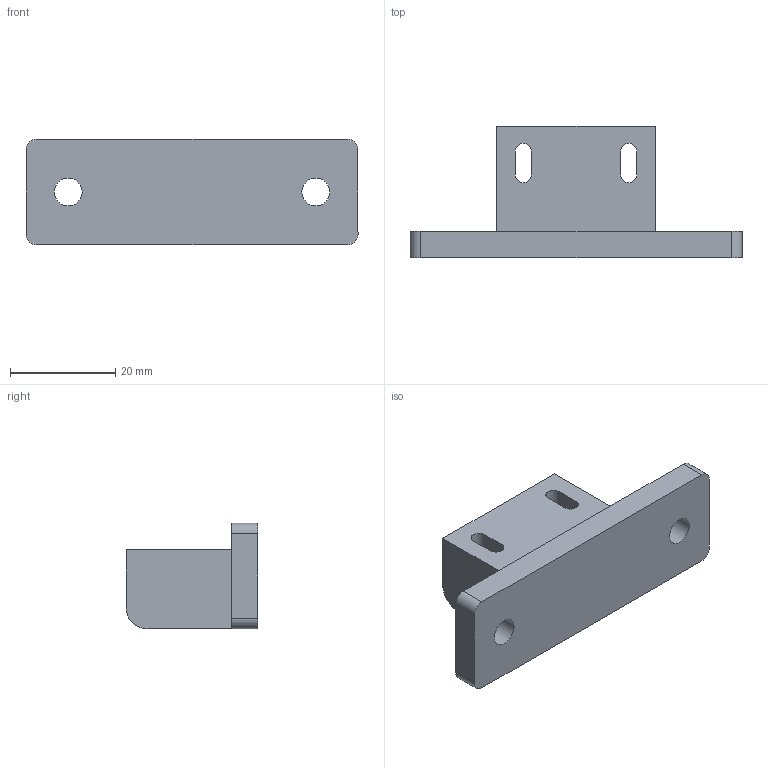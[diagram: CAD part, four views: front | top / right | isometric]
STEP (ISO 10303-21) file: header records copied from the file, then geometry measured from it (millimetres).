
FILE_DESCRIPTION(/* description */ (''),/* implementation_level */ '2;1');
FILE_NAME(/* name */ '47mm_parking_post v2.step',/* time_stamp */ '2020-04-30T23:03:07-04:00',/* author */ (''),/* organization */ (''),/* preprocessor_version */ 'ST-DEVELOPER v18.1',/* originating_system */ 'Autodesk Translation Framework v9.2.0.1227',/* authorisation */ '');
FILE_SCHEMA (('AUTOMOTIVE_DESIGN { 1 0 10303 214 3 1 1 }'));
Length unit declared in the file: millimetre
Products named in the file (4): 47mm_parking_post; parking_post_base_subassembly; parking_post_base_with_insert; parking_post_Parking Post Base
Assembly tree (3 placements, depth 4):
  47mm_parking_post
    parking_post_base_subassembly
      parking_post_base_with_insert
        parking_post_Parking Post Base
Bounding box: 63 x 25 x 20 mm (x, y, z)
Volume: 13442.1 mm3; surface area: 5941.6 mm2
Topology: 1 solids, 1 shells, 38 faces, 111 edges, 76 vertices
Faces by surface type: plane 21, cylinder 16, cone 1
Full cylindrical faces by diameter (mm): 5.1 x1, 5.3 x2
Entity records: 1424 total; most frequent: CARTESIAN_POINT 266, DIRECTION 241, ORIENTED_EDGE 222, EDGE_CURVE 111, AXIS2_PLACEMENT_3D 87, VERTEX_POINT 76, LINE 67, VECTOR 67
